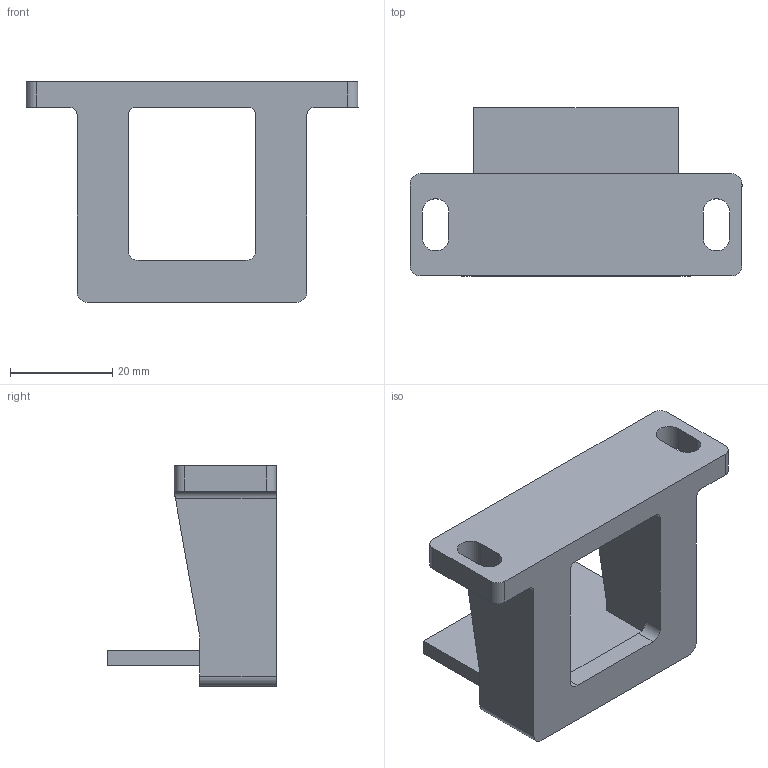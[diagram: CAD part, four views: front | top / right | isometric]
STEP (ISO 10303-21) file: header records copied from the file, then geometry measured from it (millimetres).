
FILE_DESCRIPTION(/* description */ (''),/* implementation_level */ '2;1');
FILE_NAME(/* name */ 'long_ooze_wiper_v1.step',/* time_stamp */ '2020-03-07T23:02:47+00:00',/* author */ (''),/* organization */ (''),/* preprocessor_version */ 'ST-DEVELOPER v18',/* originating_system */ 'Autodesk Translation Framework v8.12.0.6',/* authorisation */ '');
FILE_SCHEMA (('AUTOMOTIVE_DESIGN { 1 0 10303 214 3 1 1 }'));
Length unit declared in the file: millimetre
Products named in the file (3): long_ooze_wiper_v1; Default; silicone wiper
Assembly tree (2 placements, depth 2):
  long_ooze_wiper_v1
    Default
    silicone wiper
Bounding box: 65 x 33 x 43.17 mm (x, y, z)
Volume: 22667.1 mm3; surface area: 11209.5 mm2
Topology: 2 solids, 2 shells, 55 faces, 152 edges, 100 vertices
Faces by surface type: plane 37, cylinder 18
Entity records: 1861 total; most frequent: CARTESIAN_POINT 312, DIRECTION 308, ORIENTED_EDGE 304, EDGE_CURVE 152, LINE 116, VECTOR 116, VERTEX_POINT 100, AXIS2_PLACEMENT_3D 96
